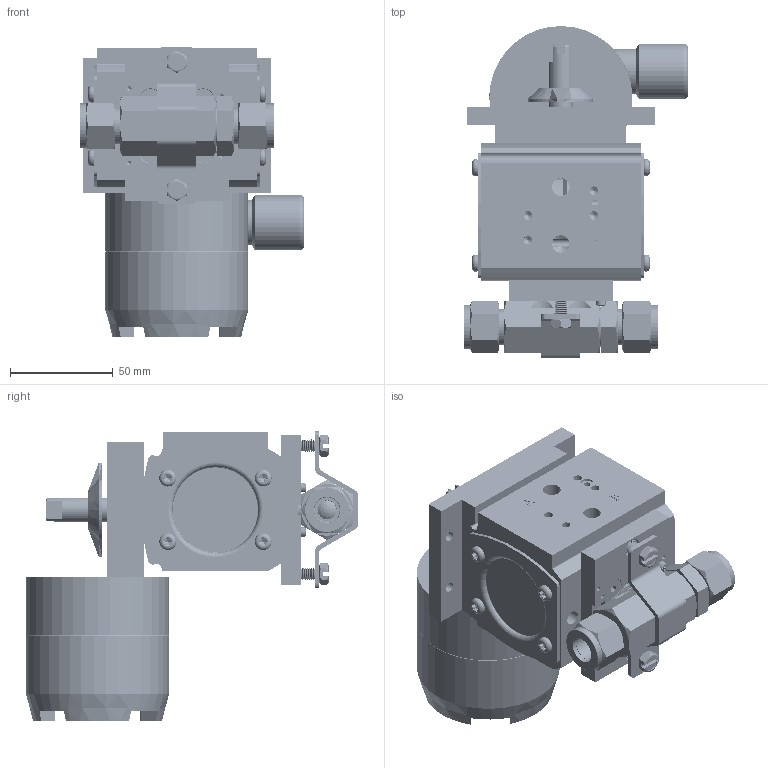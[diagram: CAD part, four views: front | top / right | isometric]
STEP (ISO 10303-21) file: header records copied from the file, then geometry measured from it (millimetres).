
FILE_DESCRIPTION (( 'STEP AP203' ), '1' );
FILE_NAME ('8204XXC8A512DLS.step', '2018-08-30T13:21:28', ( '' ), ( '' ), 'SwSTEP 2.0', 'SolidWorks 2018', '' );
FILE_SCHEMA (( 'CONFIG_CONTROL_DESIGN' ));
Length unit declared in the file: inch
Products named in the file (1): 8204XXC8A512DLS
Bounding box: 109.22 x 161.26 x 140.47 mm (x, y, z)
Volume: 535144.1 mm3; surface area: 210573.8 mm2
Topology: 51 solids, 51 shells, 3638 faces, 9451 edges, 5895 vertices
Faces by surface type: cylinder 1630, cone 1072, plane 683, bspline 134, torus 113, sphere 6
Entity records: 153495 total; most frequent: CARTESIAN_POINT 68114, ORIENTED_EDGE 18602, DIRECTION 17750, EDGE_CURVE 9301, AXIS2_PLACEMENT_3D 7039, VERTEX_POINT 5891, EDGE_LOOP 3894, VECTOR 3672
